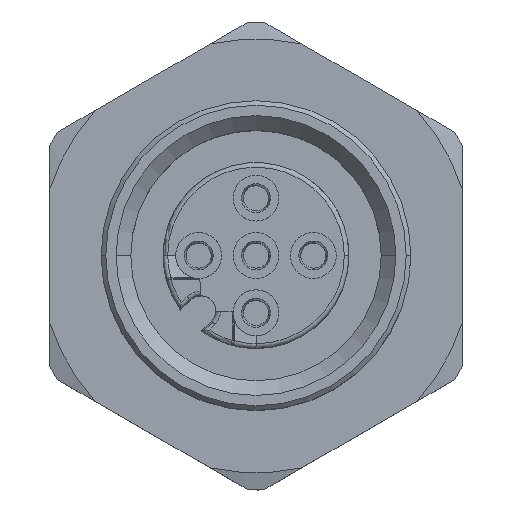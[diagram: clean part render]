
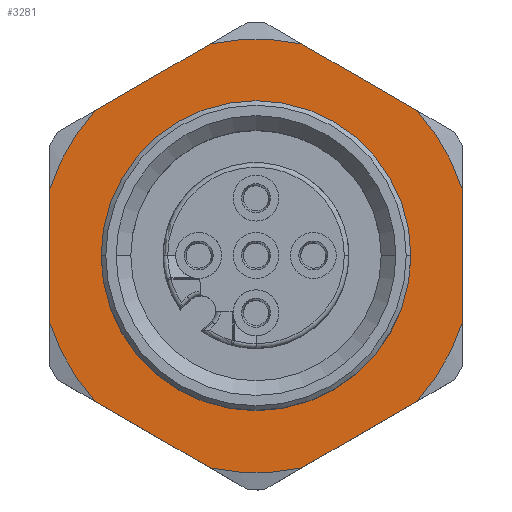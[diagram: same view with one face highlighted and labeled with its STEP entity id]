
A CAD part, top view. The second image highlights one B-rep face of the part: STEP entity #3281.
In plain terms, the highlighted planar face has unit normal (0, 0, 1).
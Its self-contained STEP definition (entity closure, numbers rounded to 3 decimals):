
#289=PLANE('',#3722);
#533=VECTOR('',#6319,1.);
#539=VECTOR('',#6328,1.);
#541=VECTOR('',#6331,1.);
#543=VECTOR('',#6334,1.);
#552=VECTOR('',#6404,1.);
#553=VECTOR('',#6405,1.);
#684=LINE('',#5072,#533);
#690=LINE('',#5090,#539);
#692=LINE('',#5093,#541);
#694=LINE('',#5096,#543);
#703=LINE('',#5515,#552);
#704=LINE('',#5516,#553);
#785=VERTEX_POINT('',#3941);
#786=VERTEX_POINT('',#3943);
#942=VERTEX_POINT('',#4385);
#944=VERTEX_POINT('',#4388);
#954=VERTEX_POINT('',#4434);
#956=VERTEX_POINT('',#4440);
#986=VERTEX_POINT('',#4960);
#988=VERTEX_POINT('',#4963);
#994=VERTEX_POINT('',#4983);
#995=VERTEX_POINT('',#4985);
#1000=VERTEX_POINT('',#5021);
#1001=VERTEX_POINT('',#5025);
#1003=VERTEX_POINT('',#5071);
#1014=VERTEX_POINT('',#5493);
#1068=CIRCLE('',#3419,6.75);
#1182=CIRCLE('',#3582,9.454);
#1199=CIRCLE('',#3605,9.454);
#1231=CIRCLE('',#3658,9.454);
#1235=CIRCLE('',#3664,9.454);
#1241=CIRCLE('',#3674,9.454);
#1257=CIRCLE('',#3710,9.454);
#1263=CIRCLE('',#3723,6.75);
#1378=EDGE_CURVE('',#785,#786,#1068,.F.);
#1569=EDGE_CURVE('',#944,#942,#1182,.T.);
#1595=EDGE_CURVE('',#954,#956,#1199,.T.);
#1655=EDGE_CURVE('',#988,#986,#1231,.T.);
#1664=EDGE_CURVE('',#995,#994,#1235,.T.);
#1676=EDGE_CURVE('',#1000,#1001,#1241,.T.);
#1687=EDGE_CURVE('',#1003,#956,#684,.T.);
#1695=EDGE_CURVE('',#988,#994,#690,.T.);
#1697=EDGE_CURVE('',#995,#942,#692,.T.);
#1699=EDGE_CURVE('',#944,#1001,#694,.T.);
#1724=EDGE_CURVE('',#1003,#1014,#1257,.T.);
#1734=EDGE_CURVE('',#954,#986,#703,.F.);
#1735=EDGE_CURVE('',#1000,#1014,#704,.F.);
#1736=EDGE_CURVE('',#786,#785,#1263,.T.);
#2392=ORIENTED_EDGE('',*,*,#1676,.T.);
#2393=ORIENTED_EDGE('',*,*,#1699,.F.);
#2394=ORIENTED_EDGE('',*,*,#1569,.T.);
#2395=ORIENTED_EDGE('',*,*,#1697,.F.);
#2396=ORIENTED_EDGE('',*,*,#1664,.T.);
#2397=ORIENTED_EDGE('',*,*,#1695,.F.);
#2398=ORIENTED_EDGE('',*,*,#1655,.T.);
#2399=ORIENTED_EDGE('',*,*,#1734,.F.);
#2400=ORIENTED_EDGE('',*,*,#1595,.T.);
#2401=ORIENTED_EDGE('',*,*,#1687,.F.);
#2402=ORIENTED_EDGE('',*,*,#1724,.T.);
#2403=ORIENTED_EDGE('',*,*,#1735,.F.);
#2404=ORIENTED_EDGE('',*,*,#1378,.F.);
#2405=ORIENTED_EDGE('',*,*,#1736,.F.);
#2868=EDGE_LOOP('',(#2392,#2393,#2394,#2395,#2396,#2397,#2398,#2399,#2400,
#2401,#2402,#2403));
#2869=EDGE_LOOP('',(#2404,#2405));
#3087=FACE_BOUND('',#2868,.T.);
#3088=FACE_BOUND('',#2869,.T.);
#3281=ADVANCED_FACE('',(#3087,#3088),#289,.T.);
#3419=AXIS2_PLACEMENT_3D('',#3942,#5735,#5736);
#3582=AXIS2_PLACEMENT_3D('',#4387,#6113,#6114);
#3605=AXIS2_PLACEMENT_3D('',#4441,#6160,#6161);
#3658=AXIS2_PLACEMENT_3D('',#4962,#6269,#6270);
#3664=AXIS2_PLACEMENT_3D('',#4984,#6283,#6284);
#3674=AXIS2_PLACEMENT_3D('',#5026,#6301,#6302);
#3710=AXIS2_PLACEMENT_3D('',#5495,#6380,#6381);
#3722=AXIS2_PLACEMENT_3D('',#5514,#6403,$);
#3723=AXIS2_PLACEMENT_3D('',#5517,#6406,#6407);
#3941=CARTESIAN_POINT('',(6.75,0.,24.8));
#3942=CARTESIAN_POINT('',(0.,0.,24.8));
#3943=CARTESIAN_POINT('',(-6.75,0.,24.8));
#4385=CARTESIAN_POINT('',(-1.994,9.241,24.8));
#4387=CARTESIAN_POINT('',(0.,0.,24.8));
#4388=CARTESIAN_POINT('',(1.994,9.241,24.8));
#4434=CARTESIAN_POINT('',(-1.994,-9.241,24.8));
#4440=CARTESIAN_POINT('',(1.994,-9.241,24.8));
#4441=CARTESIAN_POINT('',(0.,0.,24.8));
#4960=CARTESIAN_POINT('',(-7.006,-6.348,24.8));
#4962=CARTESIAN_POINT('',(0.,0.,24.8));
#4963=CARTESIAN_POINT('',(-9.,-2.893,24.8));
#4983=CARTESIAN_POINT('',(-9.,2.893,24.8));
#4984=CARTESIAN_POINT('',(0.,0.,24.8));
#4985=CARTESIAN_POINT('',(-7.006,6.348,24.8));
#5021=CARTESIAN_POINT('',(9.,2.893,24.8));
#5025=CARTESIAN_POINT('',(7.006,6.348,24.8));
#5026=CARTESIAN_POINT('',(0.,0.,24.8));
#5071=CARTESIAN_POINT('',(7.006,-6.348,24.8));
#5072=CARTESIAN_POINT('',(-3.75,-12.557,24.8));
#5090=CARTESIAN_POINT('',(-9.,-7.838,24.8));
#5093=CARTESIAN_POINT('',(-12.75,3.031,24.8));
#5096=CARTESIAN_POINT('',(0.752,9.958,24.8));
#5493=CARTESIAN_POINT('',(9.,-2.893,24.8));
#5495=CARTESIAN_POINT('',(0.,0.,24.8));
#5514=CARTESIAN_POINT('',(-9.9,-10.396,24.8));
#5515=CARTESIAN_POINT('',(-8.248,-5.63,24.8));
#5516=CARTESIAN_POINT('',(9.,-7.838,24.8));
#5517=CARTESIAN_POINT('',(0.,0.,24.8));
#5735=DIRECTION('',(0.,0.,-1.));
#5736=DIRECTION('',(6.75,0.,0.));
#6113=DIRECTION('',(0.,0.,1.));
#6114=DIRECTION('',(-9.454,0.,0.));
#6160=DIRECTION('',(0.,0.,1.));
#6161=DIRECTION('',(-9.454,0.,0.));
#6269=DIRECTION('',(0.,0.,1.));
#6270=DIRECTION('',(-9.454,0.,0.));
#6283=DIRECTION('',(0.,0.,1.));
#6284=DIRECTION('',(-9.454,0.,0.));
#6301=DIRECTION('',(0.,0.,1.));
#6302=DIRECTION('',(-9.454,0.,0.));
#6319=DIRECTION('',(-0.866,-0.5,0.));
#6328=DIRECTION('',(0.,1.,0.));
#6331=DIRECTION('',(0.866,0.5,0.));
#6334=DIRECTION('',(0.866,-0.5,0.));
#6380=DIRECTION('',(0.,0.,1.));
#6381=DIRECTION('',(-9.454,0.,0.));
#6403=DIRECTION('',(0.,0.,1.));
#6404=DIRECTION('',(0.866,-0.5,0.));
#6405=DIRECTION('',(0.,1.,0.));
#6406=DIRECTION('',(0.,0.,1.));
#6407=DIRECTION('',(6.75,0.,0.));
